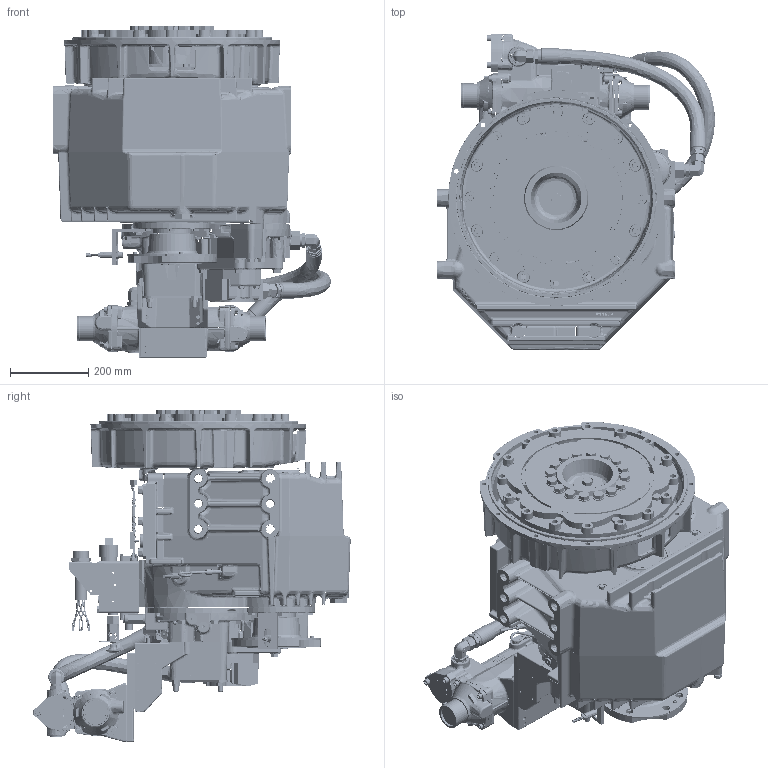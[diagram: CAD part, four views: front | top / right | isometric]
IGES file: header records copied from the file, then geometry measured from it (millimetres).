
Start section: SolidWorks IGES file using analytic representation for surfaces
Global section: file name: 1027608F.IGS; native system: SolidWorks 2015; preprocessor: SolidWorks 2015; author: dvandooren; date: 161220.120445; units: millimetre
Bounding box: 711.75 x 813.09 x 850.82 mm (x, y, z)
Surface area: 4691645.9 mm2 (no closed solid volume)
Topology: 0 solids, 0 shells, 6711 faces, 126198 edges, 125976 vertices
Faces by surface type: bspline 3893, revolution 2818
